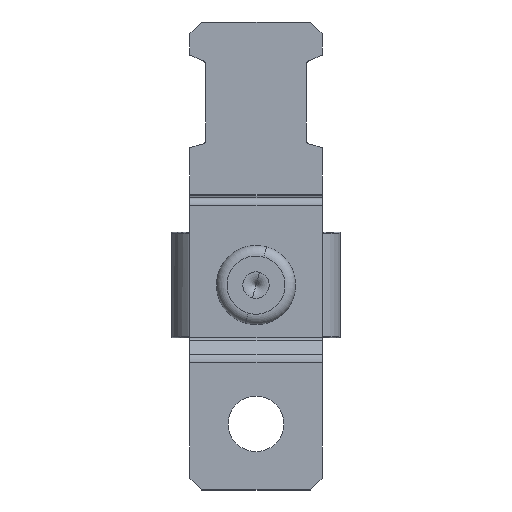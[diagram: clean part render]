
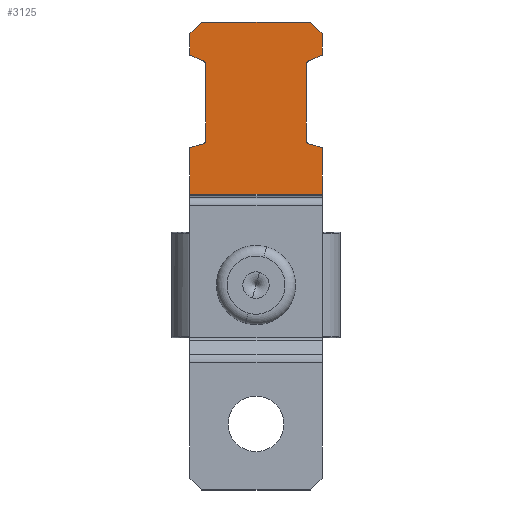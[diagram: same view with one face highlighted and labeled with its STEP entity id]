
A CAD part, front view. The second image highlights one B-rep face of the part: STEP entity #3125.
In plain terms, the highlighted planar face has unit normal (0, -1, 0).
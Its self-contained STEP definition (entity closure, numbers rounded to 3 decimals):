
#39 = CIRCLE ( 'NONE', #6675, 0.3 ) ;
#104 = LINE ( 'NONE', #3718, #8048 ) ;
#107 = CARTESIAN_POINT ( 'NONE',  ( -34.5, 7.597, 5. ) ) ;
#145 = CARTESIAN_POINT ( 'NONE',  ( -34.5, 7.597, -5. ) ) ;
#161 = DIRECTION ( 'NONE',  ( 1., 0., 0. ) ) ;
#191 = DIRECTION ( 'NONE',  ( 0., 1., 0. ) ) ;
#375 = LINE ( 'NONE', #2482, #9363 ) ;
#379 = DIRECTION ( 'NONE',  ( 1., 0., 0. ) ) ;
#493 = PLANE ( 'NONE',  #9872 ) ;
#564 = CARTESIAN_POINT ( 'NONE',  ( -26.189, 7.597, 3.997 ) ) ;
#616 = ORIENTED_EDGE ( 'NONE', *, *, #1209, .T. ) ;
#707 = EDGE_CURVE ( 'NONE', #2822, #7448, #11710, .T. ) ;
#722 = VECTOR ( 'NONE', #4442, 1000. ) ;
#795 = VERTEX_POINT ( 'NONE', #6397 ) ;
#951 = VERTEX_POINT ( 'NONE', #4004 ) ;
#1005 = LINE ( 'NONE', #6403, #722 ) ;
#1165 = CARTESIAN_POINT ( 'NONE',  ( -32.173, 7.597, 4.1 ) ) ;
#1173 = CARTESIAN_POINT ( 'NONE',  ( -32.9, 7.597, -5. ) ) ;
#1209 = EDGE_CURVE ( 'NONE', #5501, #795, #39, .T. ) ;
#1223 = EDGE_CURVE ( 'NONE', #1564, #951, #1556, .T. ) ;
#1374 = CARTESIAN_POINT ( 'NONE',  ( -22.33, 7.597, 5. ) ) ;
#1385 = LINE ( 'NONE', #2337, #8730 ) ;
#1463 = DIRECTION ( 'NONE',  ( 0., 0., -1. ) ) ;
#1556 = CIRCLE ( 'NONE', #3838, 0.3 ) ;
#1564 = VERTEX_POINT ( 'NONE', #6811 ) ;
#1579 = VECTOR ( 'NONE', #10515, 1000. ) ;
#1655 = ORIENTED_EDGE ( 'NONE', *, *, #3411, .T. ) ;
#1696 = EDGE_CURVE ( 'NONE', #795, #9221, #9078, .T. ) ;
#1698 = VERTEX_POINT ( 'NONE', #107 ) ;
#2033 = ORIENTED_EDGE ( 'NONE', *, *, #5012, .T. ) ;
#2036 = LINE ( 'NONE', #7371, #11483 ) ;
#2155 = CARTESIAN_POINT ( 'NONE',  ( -25.627, 7.597, 5.949 ) ) ;
#2163 = VERTEX_POINT ( 'NONE', #4776 ) ;
#2248 = VERTEX_POINT ( 'NONE', #3340 ) ;
#2337 = CARTESIAN_POINT ( 'NONE',  ( -35.4, 7.597, 4.1 ) ) ;
#2358 = AXIS2_PLACEMENT_3D ( 'NONE', #1165, #3127, #8578 ) ;
#2360 = VERTEX_POINT ( 'NONE', #8149 ) ;
#2386 = LINE ( 'NONE', #4388, #6785 ) ;
#2482 = CARTESIAN_POINT ( 'NONE',  ( -34.5, 7.597, -5. ) ) ;
#2547 = EDGE_CURVE ( 'NONE', #2248, #9255, #375, .T. ) ;
#2553 = LINE ( 'NONE', #4668, #6870 ) ;
#2598 = EDGE_CURVE ( 'NONE', #3057, #5501, #5211, .T. ) ;
#2754 = ORIENTED_EDGE ( 'NONE', *, *, #4608, .T. ) ;
#2822 = VERTEX_POINT ( 'NONE', #7583 ) ;
#2843 = CARTESIAN_POINT ( 'NONE',  ( -22.33, 7.597, 3.8 ) ) ;
#2935 = CARTESIAN_POINT ( 'NONE',  ( -26.47, 7.597, 4.1 ) ) ;
#2944 = ORIENTED_EDGE ( 'NONE', *, *, #9808, .T. ) ;
#3057 = VERTEX_POINT ( 'NONE', #7013 ) ;
#3061 = VECTOR ( 'NONE', #6079, 1000. ) ;
#3125 = ADVANCED_FACE ( 'NONE', ( #8630 ), #493, .F. ) ;
#3127 = DIRECTION ( 'NONE',  ( 0., 1., 0. ) ) ;
#3220 = DIRECTION ( 'NONE',  ( -1., 0., 0. ) ) ;
#3340 = CARTESIAN_POINT ( 'NONE',  ( -35.4, 7.597, -4.1 ) ) ;
#3411 = EDGE_CURVE ( 'NONE', #4660, #1564, #5126, .T. ) ;
#3524 = VERTEX_POINT ( 'NONE', #6562 ) ;
#3633 = ORIENTED_EDGE ( 'NONE', *, *, #1696, .T. ) ;
#3669 = EDGE_CURVE ( 'NONE', #1698, #3524, #1385, .T. ) ;
#3718 = CARTESIAN_POINT ( 'NONE',  ( -22.33, 7.597, 5. ) ) ;
#3738 = DIRECTION ( 'NONE',  ( -0.406, 0., 0.914 ) ) ;
#3801 = ORIENTED_EDGE ( 'NONE', *, *, #11140, .F. ) ;
#3838 = AXIS2_PLACEMENT_3D ( 'NONE', #4880, #8451, #10417 ) ;
#4004 = CARTESIAN_POINT ( 'NONE',  ( -32.173, 7.597, -3.8 ) ) ;
#4101 = CARTESIAN_POINT ( 'NONE',  ( -22.33, 7.597, 5. ) ) ;
#4175 = CARTESIAN_POINT ( 'NONE',  ( -27.45, 7.597, 7.274 ) ) ;
#4189 = EDGE_CURVE ( 'NONE', #7967, #10305, #7182, .T. ) ;
#4338 = CARTESIAN_POINT ( 'NONE',  ( -32.9, 7.597, 5. ) ) ;
#4377 = ORIENTED_EDGE ( 'NONE', *, *, #5510, .T. ) ;
#4388 = CARTESIAN_POINT ( 'NONE',  ( -28.285, 7.597, 3.286 ) ) ;
#4442 = DIRECTION ( 'NONE',  ( 0., 0., -1. ) ) ;
#4595 = CARTESIAN_POINT ( 'NONE',  ( -32.173, 7.597, 3.8 ) ) ;
#4608 = EDGE_CURVE ( 'NONE', #5463, #2360, #10981, .T. ) ;
#4660 = VERTEX_POINT ( 'NONE', #1173 ) ;
#4668 = CARTESIAN_POINT ( 'NONE',  ( -22.33, 7.597, -3.8 ) ) ;
#4776 = CARTESIAN_POINT ( 'NONE',  ( -22.37, 7.597, 5. ) ) ;
#4791 = VECTOR ( 'NONE', #379, 1000. ) ;
#4880 = CARTESIAN_POINT ( 'NONE',  ( -32.173, 7.597, -4.1 ) ) ;
#4942 = ORIENTED_EDGE ( 'NONE', *, *, #1223, .T. ) ;
#4971 = VECTOR ( 'NONE', #11112, 1000. ) ;
#5012 = EDGE_CURVE ( 'NONE', #2360, #2822, #2386, .T. ) ;
#5058 = DIRECTION ( 'NONE',  ( 0., 1., 0. ) ) ;
#5126 = LINE ( 'NONE', #4175, #3061 ) ;
#5211 = LINE ( 'NONE', #2155, #1579 ) ;
#5289 = EDGE_CURVE ( 'NONE', #2163, #7448, #1005, .T. ) ;
#5323 = CARTESIAN_POINT ( 'NONE',  ( -22.33, 7.597, -5. ) ) ;
#5438 = VECTOR ( 'NONE', #1463, 1000. ) ;
#5463 = VERTEX_POINT ( 'NONE', #8302 ) ;
#5501 = VERTEX_POINT ( 'NONE', #564 ) ;
#5510 = EDGE_CURVE ( 'NONE', #3524, #2248, #9784, .T. ) ;
#5832 = LINE ( 'NONE', #1374, #4791 ) ;
#5833 = AXIS2_PLACEMENT_3D ( 'NONE', #11226, #10271, #8357 ) ;
#6079 = DIRECTION ( 'NONE',  ( 0.406, 0., 0.914 ) ) ;
#6311 = ORIENTED_EDGE ( 'NONE', *, *, #2598, .T. ) ;
#6397 = CARTESIAN_POINT ( 'NONE',  ( -26.467, 7.597, 3.8 ) ) ;
#6403 = CARTESIAN_POINT ( 'NONE',  ( -22.37, 7.597, 5. ) ) ;
#6562 = CARTESIAN_POINT ( 'NONE',  ( -35.4, 7.597, 4.1 ) ) ;
#6594 = ORIENTED_EDGE ( 'NONE', *, *, #3669, .T. ) ;
#6614 = ORIENTED_EDGE ( 'NONE', *, *, #5289, .F. ) ;
#6675 = AXIS2_PLACEMENT_3D ( 'NONE', #2935, #191, #7436 ) ;
#6785 = VECTOR ( 'NONE', #8018, 1000. ) ;
#6791 = ORIENTED_EDGE ( 'NONE', *, *, #7162, .F. ) ;
#6811 = CARTESIAN_POINT ( 'NONE',  ( -32.455, 7.597, -3.997 ) ) ;
#6867 = ORIENTED_EDGE ( 'NONE', *, *, #9611, .T. ) ;
#6870 = VECTOR ( 'NONE', #8232, 1000. ) ;
#7013 = CARTESIAN_POINT ( 'NONE',  ( -25.9, 7.597, 5. ) ) ;
#7162 = EDGE_CURVE ( 'NONE', #3057, #2163, #5832, .T. ) ;
#7182 = LINE ( 'NONE', #9038, #8484 ) ;
#7371 = CARTESIAN_POINT ( 'NONE',  ( -22.33, 7.597, -5. ) ) ;
#7436 = DIRECTION ( 'NONE',  ( -1., 0., 0. ) ) ;
#7448 = VERTEX_POINT ( 'NONE', #11067 ) ;
#7583 = CARTESIAN_POINT ( 'NONE',  ( -25.9, 7.597, -5. ) ) ;
#7624 = DIRECTION ( 'NONE',  ( -0.707, 0., -0.707 ) ) ;
#7737 = CARTESIAN_POINT ( 'NONE',  ( -32.455, 7.597, 3.997 ) ) ;
#7756 = ORIENTED_EDGE ( 'NONE', *, *, #9884, .T. ) ;
#7967 = VERTEX_POINT ( 'NONE', #7737 ) ;
#8018 = DIRECTION ( 'NONE',  ( 0.277, 0., -0.961 ) ) ;
#8048 = VECTOR ( 'NONE', #161, 1000. ) ;
#8149 = CARTESIAN_POINT ( 'NONE',  ( -26.189, 7.597, -3.997 ) ) ;
#8232 = DIRECTION ( 'NONE',  ( 1., 0., 0. ) ) ;
#8302 = CARTESIAN_POINT ( 'NONE',  ( -26.467, 7.597, -3.8 ) ) ;
#8307 = ORIENTED_EDGE ( 'NONE', *, *, #707, .T. ) ;
#8357 = DIRECTION ( 'NONE',  ( -1., 0., 0. ) ) ;
#8402 = CIRCLE ( 'NONE', #2358, 0.3 ) ;
#8451 = DIRECTION ( 'NONE',  ( 0., 1., 0. ) ) ;
#8484 = VECTOR ( 'NONE', #3738, 1000. ) ;
#8578 = DIRECTION ( 'NONE',  ( -1., 0., 0. ) ) ;
#8630 = FACE_OUTER_BOUND ( 'NONE', #9542, .T. ) ;
#8730 = VECTOR ( 'NONE', #7624, 1000. ) ;
#8837 = DIRECTION ( 'NONE',  ( 0.707, 0., -0.707 ) ) ;
#9038 = CARTESIAN_POINT ( 'NONE',  ( -31.159, 7.597, 1.079 ) ) ;
#9078 = LINE ( 'NONE', #2843, #4971 ) ;
#9218 = ORIENTED_EDGE ( 'NONE', *, *, #2547, .T. ) ;
#9221 = VERTEX_POINT ( 'NONE', #4595 ) ;
#9255 = VERTEX_POINT ( 'NONE', #145 ) ;
#9363 = VECTOR ( 'NONE', #8837, 1000. ) ;
#9542 = EDGE_LOOP ( 'NONE', ( #6791, #6311, #616, #3633, #7756, #11347, #3801, #6594, #4377, #9218, #6867, #1655, #4942, #2944, #2754, #2033, #8307, #6614 ) ) ;
#9600 = CARTESIAN_POINT ( 'NONE',  ( -35.4, 7.597, 5. ) ) ;
#9611 = EDGE_CURVE ( 'NONE', #9255, #4660, #2036, .T. ) ;
#9784 = LINE ( 'NONE', #9600, #5438 ) ;
#9808 = EDGE_CURVE ( 'NONE', #951, #5463, #2553, .T. ) ;
#9850 = DIRECTION ( 'NONE',  ( 1., 0., 0. ) ) ;
#9872 = AXIS2_PLACEMENT_3D ( 'NONE', #4101, #5058, #3220 ) ;
#9884 = EDGE_CURVE ( 'NONE', #9221, #7967, #8402, .T. ) ;
#10271 = DIRECTION ( 'NONE',  ( 0., 1., 0. ) ) ;
#10305 = VERTEX_POINT ( 'NONE', #4338 ) ;
#10417 = DIRECTION ( 'NONE',  ( -1., 0., 0. ) ) ;
#10515 = DIRECTION ( 'NONE',  ( -0.277, 0., -0.961 ) ) ;
#10864 = VECTOR ( 'NONE', #9850, 1000. ) ;
#10981 = CIRCLE ( 'NONE', #5833, 0.3 ) ;
#11067 = CARTESIAN_POINT ( 'NONE',  ( -22.37, 7.597, -5. ) ) ;
#11072 = DIRECTION ( 'NONE',  ( 1., 0., 0. ) ) ;
#11112 = DIRECTION ( 'NONE',  ( -1., 0., 0. ) ) ;
#11140 = EDGE_CURVE ( 'NONE', #1698, #10305, #104, .T. ) ;
#11226 = CARTESIAN_POINT ( 'NONE',  ( -26.47, 7.597, -4.1 ) ) ;
#11347 = ORIENTED_EDGE ( 'NONE', *, *, #4189, .T. ) ;
#11483 = VECTOR ( 'NONE', #11072, 1000. ) ;
#11710 = LINE ( 'NONE', #5323, #10864 ) ;
